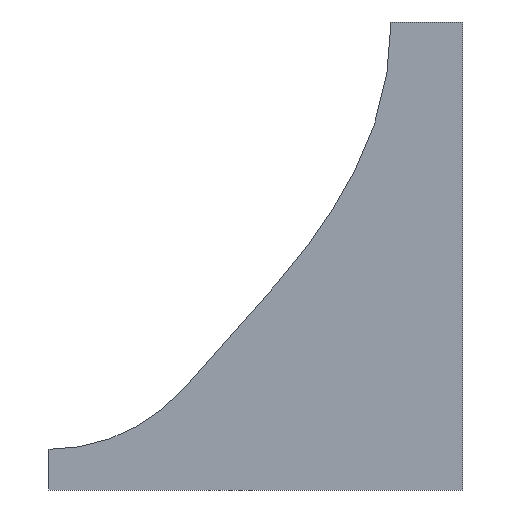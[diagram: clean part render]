
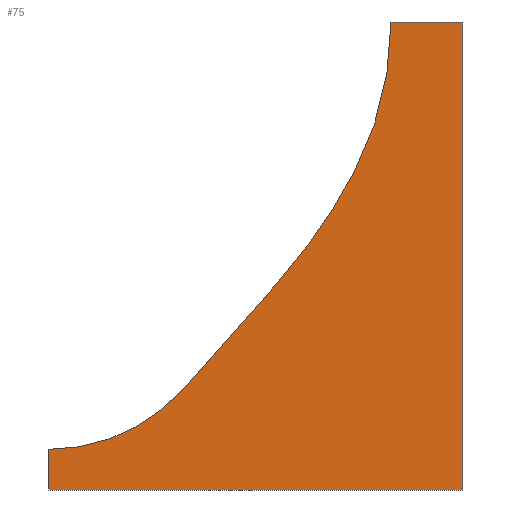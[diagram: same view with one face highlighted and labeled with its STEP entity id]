
A CAD part, left-side view. The second image highlights one B-rep face of the part: STEP entity #75.
In plain terms, the highlighted planar face has unit normal (-1, 0, 0).
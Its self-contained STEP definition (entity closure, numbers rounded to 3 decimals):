
#1=CARTESIAN_POINT('POINT1',(-6.,115.,0.));
#2=VERTEX_POINT('VERTEX1',#1);
#3=CARTESIAN_POINT('POINT2',(-6.,115.,11.3));
#4=VERTEX_POINT('VERTEX2',#3);
#5=CARTESIAN_POINT('POS1',(-6.,115.,0.));
#6=DIRECTION('DIR1',(0.,0.,1.));
#7=VECTOR('VEC1',#6,1.);
#8=LINE('STRAIGHT1',#5,#7);
#9=EDGE_CURVE('EDGE1',#2,#4,#8,.T.);
#10=ORIENTED_EDGE('COEDGE1',*,*,#9,.F.);
#11=CARTESIAN_POINT('POINT3',(-6.,0.,0.));
#12=VERTEX_POINT('VERTEX3',#11);
#13=CARTESIAN_POINT('POS2',(-6.,0.,0.));
#14=DIRECTION('DIR2',(0.,1.,0.));
#15=VECTOR('VEC2',#14,1.);
#16=LINE('STRAIGHT2',#13,#15);
#17=EDGE_CURVE('EDGE2',#12,#2,#16,.T.);
#18=ORIENTED_EDGE('COEDGE2',*,*,#17,.F.);
#19=CARTESIAN_POINT('POINT4',(-6.,0.,130.));
#20=VERTEX_POINT('VERTEX4',#19);
#21=CARTESIAN_POINT('POS3',(-6.,0.,130.));
#22=DIRECTION('DIR3',(0.,0.,-1.));
#23=VECTOR('VEC3',#22,1.);
#24=LINE('STRAIGHT3',#21,#23);
#25=EDGE_CURVE('EDGE3',#20,#12,#24,.T.);
#26=ORIENTED_EDGE('COEDGE3',*,*,#25,.F.);
#27=CARTESIAN_POINT('POINT5',(-6.,20.,130.));
#28=VERTEX_POINT('VERTEX5',#27);
#29=CARTESIAN_POINT('POS4',(-6.,20.,130.));
#30=DIRECTION('DIR4',(0.,-1.,0.));
#31=VECTOR('VEC4',#30,1.);
#32=LINE('STRAIGHT4',#29,#31);
#33=EDGE_CURVE('EDGE4',#28,#20,#32,.T.);
#34=ORIENTED_EDGE('COEDGE4',*,*,#33,.F.);
#35=CARTESIAN_POINT('POINT6',(-6.,30.191,
   88.401));
#36=VERTEX_POINT('VERTEX6',#35);
#37=CARTESIAN_POINT('POS5',(-6.,110.,130.));
#38=DIRECTION('DIR5',(-1.,0.,0.));
#39=DIRECTION('DIR6',(0.,-0.887,
   -0.462));
#40=AXIS2_PLACEMENT_3D('AXIS1',#37,#38,#39);
#41=CIRCLE('ELLIPSE1',#40,90.);
#42=EDGE_CURVE('EDGE5',#36,#28,#41,.T.);
#43=ORIENTED_EDGE('COEDGE5',*,*,#42,.F.);
#44=CARTESIAN_POINT('POINT7',(-6.,50.857,
   58.346));
#45=VERTEX_POINT('VERTEX7',#44);
#46=CARTESIAN_POINT('POS6',(-6.,163.206,
   157.733));
#47=DIRECTION('DIR7',(-1.,0.,0.));
#48=DIRECTION('DIR8',(0.,-0.749,
   -0.663));
#49=AXIS2_PLACEMENT_3D('AXIS2',#46,#47,#48);
#50=CIRCLE('ELLIPSE2',#49,150.);
#51=EDGE_CURVE('EDGE6',#45,#36,#50,.T.);
#52=ORIENTED_EDGE('COEDGE6',*,*,#51,.F.);
#53=CARTESIAN_POINT('POINT8',(-6.,77.55,
   28.171));
#54=VERTEX_POINT('VERTEX8',#53);
#55=CARTESIAN_POINT('POS7',(-6.,77.55,
   28.171));
#56=DIRECTION('DIR9',(0.,-0.663,
   0.749));
#57=VECTOR('VEC5',#56,1.);
#58=LINE('STRAIGHT5',#55,#57);
#59=EDGE_CURVE('EDGE7',#54,#45,#58,.T.);
#60=ORIENTED_EDGE('COEDGE7',*,*,#59,.F.);
#61=CARTESIAN_POINT('POS8',(-6.,115.,61.3));
#62=DIRECTION('DIR10',(-1.,0.,0.));
#63=DIRECTION('DIR11',(0.,0.,-1.));
#64=AXIS2_PLACEMENT_3D('AXIS3',#61,#62,#63);
#65=CIRCLE('ELLIPSE3',#64,50.);
#66=EDGE_CURVE('EDGE8',#4,#54,#65,.T.);
#67=ORIENTED_EDGE('COEDGE8',*,*,#66,.F.);
#68=EDGE_LOOP('NONE',(#10,#18,#26,#34,#43,#52,#60,#67));
#69=FACE_BOUND('LOOP1',#68,.T.);
#70=CARTESIAN_POINT('POS9',(-6.,0.,0.));
#71=DIRECTION('DIR12',(1.,0.,0.));
#72=DIRECTION('DIR13',(0.,1.,0.));
#73=AXIS2_PLACEMENT_3D('AXIS4',#70,#71,#72);
#74=PLANE('PLANE1',#73);
#75=ADVANCED_FACE('FACE1',(#69),#74,.F.);
